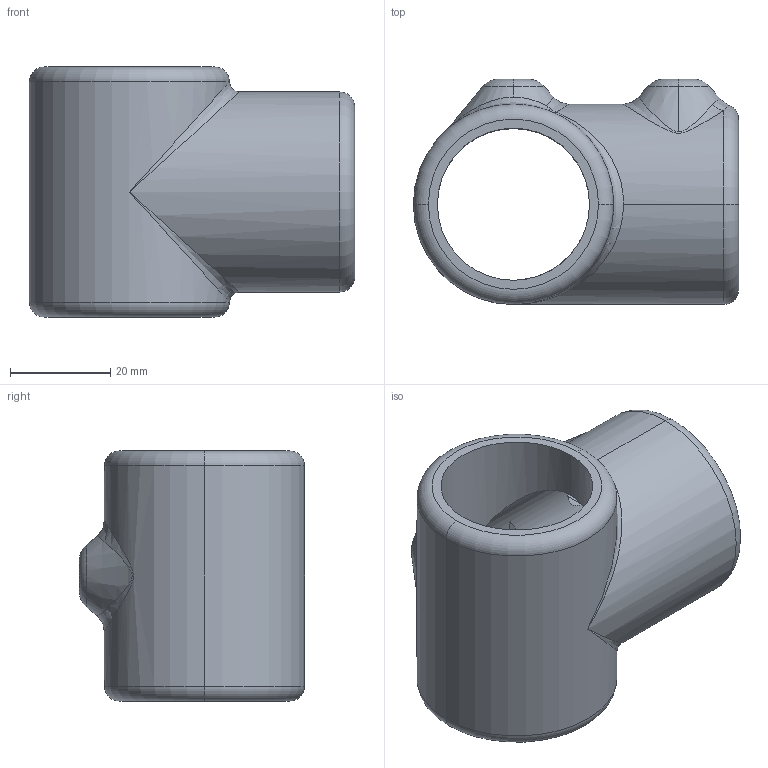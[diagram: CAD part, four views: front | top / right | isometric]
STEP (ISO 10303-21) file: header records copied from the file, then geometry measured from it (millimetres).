
FILE_DESCRIPTION (( 'STEP AP203' ), '1' );
FILE_NAME ('Geländer-T-Stück 0301520000.STEP', '2011-12-14T08:45:46', ( '' ), ( '' ), 'SwSTEP 2.0', 'SolidWorks 2007', '' );
FILE_SCHEMA (( 'CONFIG_CONTROL_DESIGN' ));
Length unit declared in the file: millimetre
Products named in the file (1): Geländer-T-Stück 0301520000
Bounding box: 65 x 45 x 50 mm (x, y, z)
Volume: 39108.7 mm3; surface area: 17537.3 mm2
Topology: 1 solids, 1 shells, 39 faces, 98 edges, 54 vertices
Faces by surface type: cylinder 13, torus 10, bspline 8, cone 5, plane 3
Entity records: 2627 total; most frequent: CARTESIAN_POINT 1719, ORIENTED_EDGE 188, DIRECTION 162, EDGE_CURVE 94, AXIS2_PLACEMENT_3D 73, VERTEX_POINT 54, EDGE_LOOP 44, CIRCLE 41
